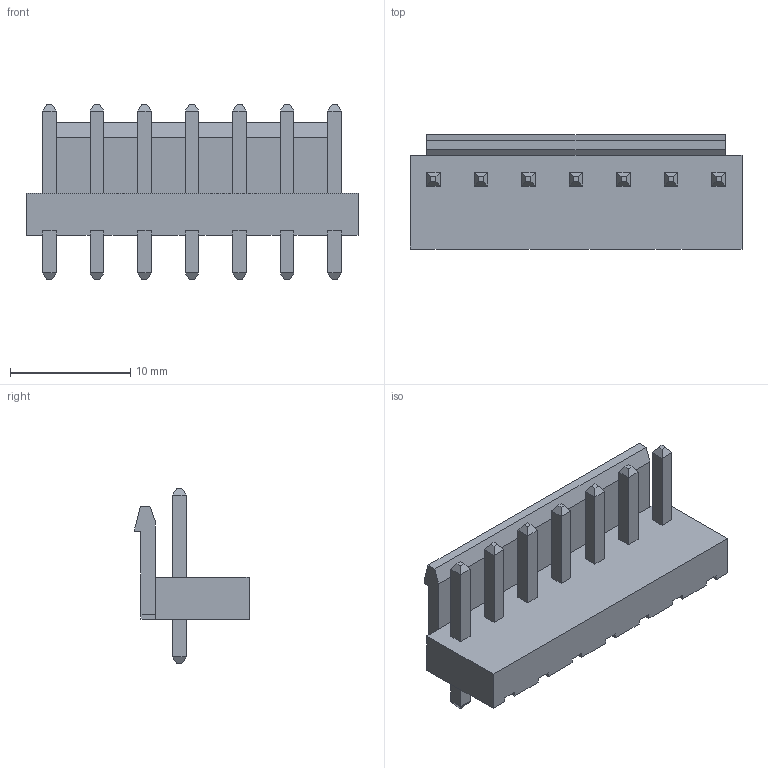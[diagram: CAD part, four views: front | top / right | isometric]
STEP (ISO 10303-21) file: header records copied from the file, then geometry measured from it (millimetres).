
FILE_DESCRIPTION(('FreeCAD Model'),'2;1');
FILE_NAME('B7B-VH.step', '2019-08-19T00:58:35',('Author'),(''), 'Open CASCADE STEP processor 6.8','FreeCAD','Unknown');
FILE_SCHEMA(('AUTOMOTIVE_DESIGN_CC2 { 1 2 10303 214 -1 1 5 4 }'));
Length unit declared in the file: millimetre
Products named in the file (1): B7B-VH
Bounding box: 27.66 x 9.5 x 14.6 mm (x, y, z)
Volume: 1115.6 mm3; surface area: 1436.3 mm2
Topology: 1 solids, 1 shells, 191 faces, 458 edges, 276 vertices
Faces by surface type: plane 191
Entity records: 6658 total; most frequent: CARTESIAN_POINT 926, ORIENTED_EDGE 916, DIRECTION 842, EDGE_CURVE 458, LINE 458, VECTOR 458, VERTEX_POINT 276, FACE_BOUND 198
